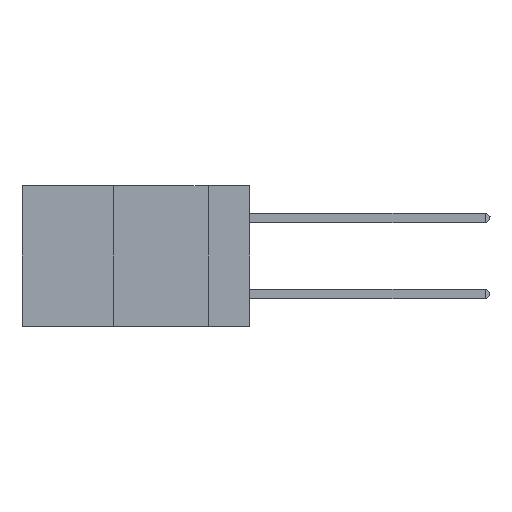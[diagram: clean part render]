
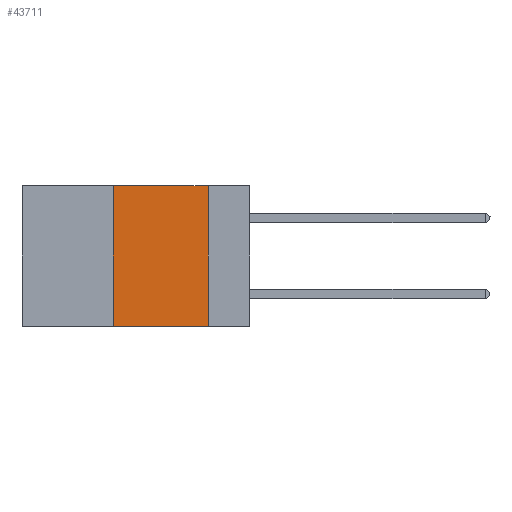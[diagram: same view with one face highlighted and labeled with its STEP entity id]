
A CAD part, left-side view. The second image highlights one B-rep face of the part: STEP entity #43711.
In plain terms, the highlighted planar face has unit normal (-1, 0, 0).
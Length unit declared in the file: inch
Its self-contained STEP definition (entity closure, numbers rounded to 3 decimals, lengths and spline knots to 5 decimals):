
#3798 = CARTESIAN_POINT ( 'NONE',  ( 0., 0.36, 0. ) ) ;
#5384 = DIRECTION ( 'NONE',  ( 0., -1., 0. ) ) ;
#5399 = VECTOR ( 'NONE', #26620, 39.37008 ) ;
#5654 = LINE ( 'NONE', #42366, #21110 ) ;
#6008 = VERTEX_POINT ( 'NONE', #43648 ) ;
#6119 = VERTEX_POINT ( 'NONE', #3798 ) ;
#6560 = DIRECTION ( 'NONE',  ( 0., -1., 0. ) ) ;
#7066 = VERTEX_POINT ( 'NONE', #11608 ) ;
#9893 = CARTESIAN_POINT ( 'NONE',  ( 0., 0.6, 0. ) ) ;
#10184 = AXIS2_PLACEMENT_3D ( 'NONE', #25379, #14474, #24730 ) ;
#11608 = CARTESIAN_POINT ( 'NONE',  ( 0., 0.11, -0.37 ) ) ;
#11799 = PLANE ( 'NONE',  #10184 ) ;
#11859 = DIRECTION ( 'NONE',  ( 0., 0., 1. ) ) ;
#12567 = EDGE_CURVE ( 'NONE', #13543, #7066, #24872, .T. ) ;
#12936 = CARTESIAN_POINT ( 'NONE',  ( 0., 0.6, -0.37 ) ) ;
#13543 = VERTEX_POINT ( 'NONE', #41488 ) ;
#13656 = VECTOR ( 'NONE', #5384, 39.37008 ) ;
#14474 = DIRECTION ( 'NONE',  ( 1., 0., 0. ) ) ;
#15077 = LINE ( 'NONE', #9893, #39225 ) ;
#19389 = LINE ( 'NONE', #12936, #13656 ) ;
#21110 = VECTOR ( 'NONE', #11859, 39.37008 ) ;
#22915 = ORIENTED_EDGE ( 'NONE', *, *, #34367, .F. ) ;
#23509 = EDGE_LOOP ( 'NONE', ( #43571, #27085, #22915, #43445 ) ) ;
#24730 = DIRECTION ( 'NONE',  ( 0., 0., -1. ) ) ;
#24872 = LINE ( 'NONE', #25743, #5399 ) ;
#25379 = CARTESIAN_POINT ( 'NONE',  ( 0., 0.6, 0. ) ) ;
#25743 = CARTESIAN_POINT ( 'NONE',  ( 0., 0.11, 0. ) ) ;
#26620 = DIRECTION ( 'NONE',  ( 0., 0., -1. ) ) ;
#27085 = ORIENTED_EDGE ( 'NONE', *, *, #29128, .F. ) ;
#29128 = EDGE_CURVE ( 'NONE', #6119, #13543, #15077, .T. ) ;
#34367 = EDGE_CURVE ( 'NONE', #6008, #6119, #5654, .T. ) ;
#35409 = FACE_OUTER_BOUND ( 'NONE', #23509, .T. ) ;
#39225 = VECTOR ( 'NONE', #6560, 39.37008 ) ;
#41488 = CARTESIAN_POINT ( 'NONE',  ( 0., 0.11, 0. ) ) ;
#41921 = EDGE_CURVE ( 'NONE', #6008, #7066, #19389, .T. ) ;
#42366 = CARTESIAN_POINT ( 'NONE',  ( 0., 0.36, 0. ) ) ;
#43445 = ORIENTED_EDGE ( 'NONE', *, *, #41921, .T. ) ;
#43571 = ORIENTED_EDGE ( 'NONE', *, *, #12567, .F. ) ;
#43648 = CARTESIAN_POINT ( 'NONE',  ( 0., 0.36, -0.37 ) ) ;
#43711 = ADVANCED_FACE ( 'NONE', ( #35409 ), #11799, .F. ) ;
